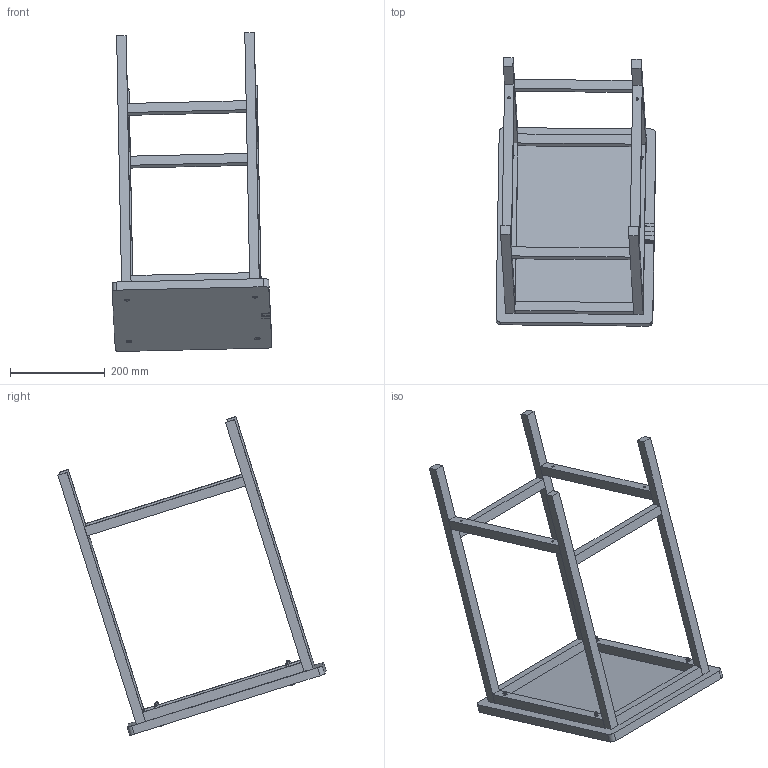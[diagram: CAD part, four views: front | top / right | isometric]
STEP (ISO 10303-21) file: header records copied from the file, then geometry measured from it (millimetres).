
FILE_DESCRIPTION (( 'STEP AP203' ), '1' );
FILE_NAME ('脾赽.STEP', '2025-01-17T12:21:15', ( '' ), ( '' ), 'SwSTEP 2.0', 'SolidWorks 2024', '' );
FILE_SCHEMA (( 'CONFIG_CONTROL_DESIGN' ));
Length unit declared in the file: millimetre
Products named in the file (7): 300-500面子; 20-20-350; 螺母; 20-20-550; 20-20-250; 凳子; 48mm螺丝
Assembly tree (21 placements, depth 2):
  凳子
    20-20-250  x4
    20-20-350  x4
    20-20-550  x4
    300-500面子
    48mm螺丝  x4
    螺母  x4
Bounding box: 336.86 x 564.6 x 671.64 mm (x, y, z)
Volume: 4385876.8 mm3; surface area: 706570 mm2
Topology: 21 solids, 21 shells, 796 faces, 2233 edges, 1482 vertices
Faces by surface type: cylinder 496, plane 179, bspline 121
Entity records: 21028 total; most frequent: CARTESIAN_POINT 12684, ORIENTED_EDGE 1846, DIRECTION 1028, EDGE_CURVE 923, VERTEX_POINT 615, LINE 442, VECTOR 442, EDGE_LOOP 350
